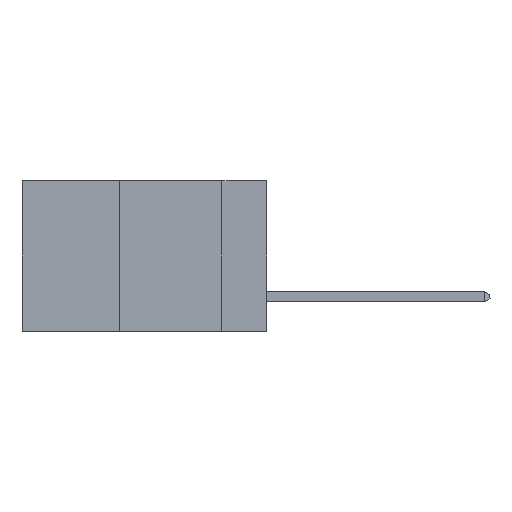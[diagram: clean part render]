
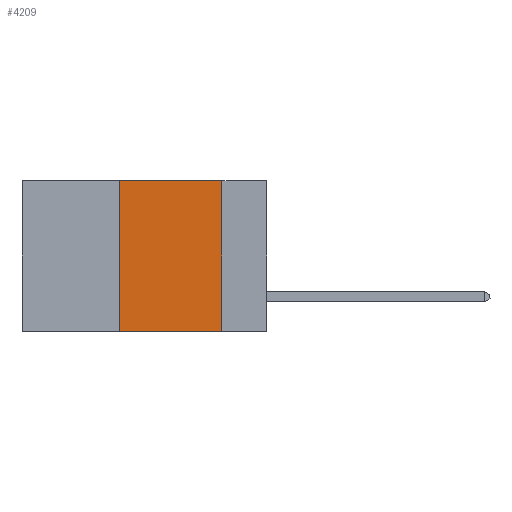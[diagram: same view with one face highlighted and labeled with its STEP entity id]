
A CAD part, left-side view. The second image highlights one B-rep face of the part: STEP entity #4209.
In plain terms, the highlighted planar face has unit normal (-1, 0, 0).
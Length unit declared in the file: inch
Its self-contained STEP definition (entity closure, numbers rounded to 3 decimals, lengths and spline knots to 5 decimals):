
#49 = CARTESIAN_POINT ( 'NONE',  ( 0., 0.11, 0. ) ) ;
#61 = EDGE_CURVE ( 'NONE', #2051, #5285, #940, .T. ) ;
#940 = LINE ( 'NONE', #49, #10489 ) ;
#1165 = LINE ( 'NONE', #8968, #8929 ) ;
#1602 = PLANE ( 'NONE',  #6107 ) ;
#1669 = DIRECTION ( 'NONE',  ( 0., 0., -1. ) ) ;
#2041 = VECTOR ( 'NONE', #11190, 39.37008 ) ;
#2051 = VERTEX_POINT ( 'NONE', #8598 ) ;
#2434 = DIRECTION ( 'NONE',  ( 0., -1., 0. ) ) ;
#3763 = CARTESIAN_POINT ( 'NONE',  ( 0., 0.36, -0.37 ) ) ;
#3765 = EDGE_CURVE ( 'NONE', #4271, #5823, #8355, .T. ) ;
#4209 = ADVANCED_FACE ( 'NONE', ( #7418 ), #1602, .F. ) ;
#4271 = VERTEX_POINT ( 'NONE', #3763 ) ;
#4279 = ORIENTED_EDGE ( 'NONE', *, *, #3765, .F. ) ;
#4506 = EDGE_CURVE ( 'NONE', #4271, #5285, #8426, .T. ) ;
#5285 = VERTEX_POINT ( 'NONE', #7097 ) ;
#5823 = VERTEX_POINT ( 'NONE', #10836 ) ;
#6107 = AXIS2_PLACEMENT_3D ( 'NONE', #11779, #8039, #8945 ) ;
#6140 = ORIENTED_EDGE ( 'NONE', *, *, #4506, .T. ) ;
#6695 = ORIENTED_EDGE ( 'NONE', *, *, #11437, .F. ) ;
#7097 = CARTESIAN_POINT ( 'NONE',  ( 0., 0.11, -0.37 ) ) ;
#7418 = FACE_OUTER_BOUND ( 'NONE', #10827, .T. ) ;
#7573 = CARTESIAN_POINT ( 'NONE',  ( 0., 0.6, -0.37 ) ) ;
#8039 = DIRECTION ( 'NONE',  ( 1., 0., 0. ) ) ;
#8355 = LINE ( 'NONE', #9289, #2041 ) ;
#8426 = LINE ( 'NONE', #7573, #10913 ) ;
#8598 = CARTESIAN_POINT ( 'NONE',  ( 0., 0.11, 0. ) ) ;
#8929 = VECTOR ( 'NONE', #2434, 39.37008 ) ;
#8945 = DIRECTION ( 'NONE',  ( 0., 0., -1. ) ) ;
#8968 = CARTESIAN_POINT ( 'NONE',  ( 0., 0.6, 0. ) ) ;
#9289 = CARTESIAN_POINT ( 'NONE',  ( 0., 0.36, 0. ) ) ;
#10397 = ORIENTED_EDGE ( 'NONE', *, *, #61, .F. ) ;
#10489 = VECTOR ( 'NONE', #1669, 39.37008 ) ;
#10827 = EDGE_LOOP ( 'NONE', ( #10397, #6695, #4279, #6140 ) ) ;
#10836 = CARTESIAN_POINT ( 'NONE',  ( 0., 0.36, 0. ) ) ;
#10913 = VECTOR ( 'NONE', #11875, 39.37008 ) ;
#11190 = DIRECTION ( 'NONE',  ( 0., 0., 1. ) ) ;
#11437 = EDGE_CURVE ( 'NONE', #5823, #2051, #1165, .T. ) ;
#11779 = CARTESIAN_POINT ( 'NONE',  ( 0., 0.6, 0. ) ) ;
#11875 = DIRECTION ( 'NONE',  ( 0., -1., 0. ) ) ;
